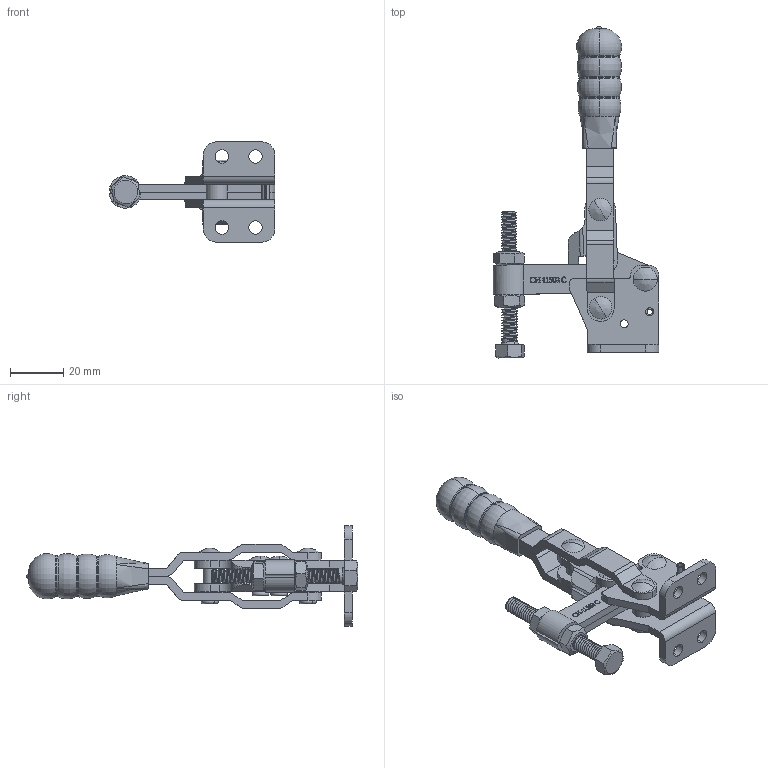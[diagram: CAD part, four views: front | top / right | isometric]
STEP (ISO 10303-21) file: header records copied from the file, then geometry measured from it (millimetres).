
FILE_DESCRIPTION (( 'STEP AP203' ), '1' );
FILE_NAME ('CH-11502-C.STEP', '2017-11-07T12:04:29', ( 'Windows' ), ( 'Microsoft' ), 'SwSTEP 2.0', 'SolidWorks 2015', '' );
FILE_SCHEMA (( 'CONFIG_CONTROL_DESIGN' ));
Length unit declared in the file: millimetre
Products named in the file (13): CH-11502-B-04 CONNECTING-PLATE; CH-SA-065010 SPINDLE SUPPLIED; CH-11502-B-01 FLANGED BASE; 11502-B綵竄忒梟杶; CH-11502-B-03 HANDLE; CH-11502-C揤參01; CH-11502-B-05; CH-11501-C揤參02; CH-11502-B-06; CH-11502-C; M6 Nut; CH-11502-B-07; CH-11502-B-08
Assembly tree (15 placements, depth 2):
  CH-11502-C
    CH-11502-B-01 FLANGED BASE
    CH-11502-B-03 HANDLE
    CH-11502-B-05
    CH-11502-B-06
    M6 Nut  x2
    CH-11502-B-07  x2
    CH-11502-B-08  x2
    CH-11502-B-04 CONNECTING-PLATE
    CH-SA-065010 SPINDLE SUPPLIED
    11502-B綵竄忒梟杶
    CH-11502-C揤參01
    CH-11501-C揤參02
Bounding box: 62.52 x 125.08 x 37.8 mm (x, y, z)
Volume: 28909.8 mm3; surface area: 26733.7 mm2
Topology: 18 solids, 18 shells, 551 faces, 1466 edges, 948 vertices
Faces by surface type: plane 209, cylinder 154, bspline 100, cone 54, torus 32, sphere 2
Entity records: 25183 total; most frequent: CARTESIAN_POINT 11974, ORIENTED_EDGE 2598, DIRECTION 2193, EDGE_CURVE 1299, VERTEX_POINT 852, AXIS2_PLACEMENT_3D 752, VECTOR 689, LINE 689
